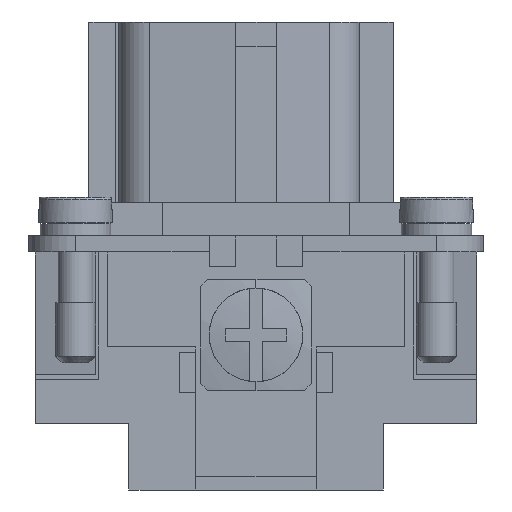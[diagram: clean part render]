
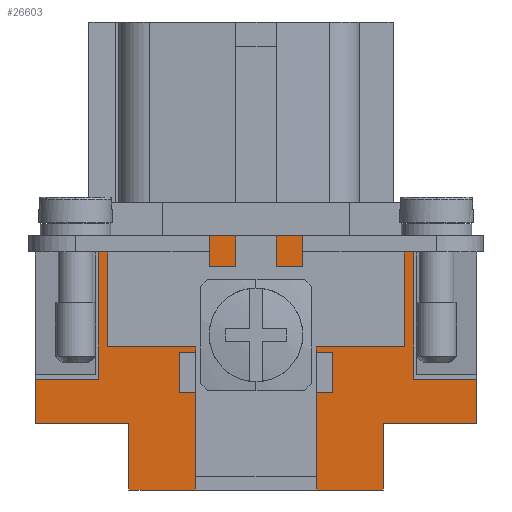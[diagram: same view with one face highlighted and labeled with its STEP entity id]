
A CAD part, left-side view. The second image highlights one B-rep face of the part: STEP entity #26603.
In plain terms, the highlighted planar face has unit normal (-1, 0, 0).
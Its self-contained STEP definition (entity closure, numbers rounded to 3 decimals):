
#16106=CARTESIAN_POINT('',(-14.85,11.75,19.0));
#16107=VERTEX_POINT('',#16106);
#16114=CARTESIAN_POINT('',(-14.85,-11.75,19.0));
#16115=VERTEX_POINT('',#16114);
#16116=CARTESIAN_POINT('',(-14.85,-11.75,19.0));
#16117=DIRECTION('',(0.0,1.0,0.0));
#16118=VECTOR('',#16117,23.5);
#16119=LINE('',#16116,#16118);
#16120=EDGE_CURVE('',#16115,#16107,#16119,.T.);
#21058=CARTESIAN_POINT('',(-14.85,11.75,8.3));
#21059=VERTEX_POINT('',#21058);
#21068=CARTESIAN_POINT('',(-14.85,11.75,19.0));
#21069=DIRECTION('',(0.0,0.0,-1.0));
#21070=VECTOR('',#21069,10.7);
#21071=LINE('',#21068,#21070);
#21072=EDGE_CURVE('',#16107,#21059,#21071,.T.);
#21114=CARTESIAN_POINT('',(-14.85,16.5,8.3));
#21115=VERTEX_POINT('',#21114);
#21116=CARTESIAN_POINT('',(-14.85,11.75,8.3));
#21117=DIRECTION('',(0.0,1.0,0.0));
#21118=VECTOR('',#21117,4.75);
#21119=LINE('',#21116,#21118);
#21120=EDGE_CURVE('',#21059,#21115,#21119,.T.);
#21330=CARTESIAN_POINT('',(-14.85,-11.75,8.3));
#21331=VERTEX_POINT('',#21330);
#21340=CARTESIAN_POINT('',(-14.85,-11.75,8.3));
#21341=DIRECTION('',(0.0,0.0,1.0));
#21342=VECTOR('',#21341,10.7);
#21343=LINE('',#21340,#21342);
#21344=EDGE_CURVE('',#21331,#16115,#21343,.T.);
#21354=CARTESIAN_POINT('',(-14.85,-16.5,8.3));
#21355=VERTEX_POINT('',#21354);
#21356=CARTESIAN_POINT('',(-14.85,-16.5,8.3));
#21357=DIRECTION('',(0.0,1.0,0.0));
#21358=VECTOR('',#21357,4.75);
#21359=LINE('',#21356,#21358);
#21360=EDGE_CURVE('',#21355,#21331,#21359,.T.);
#21437=CARTESIAN_POINT('',(-14.85,16.5,5.0));
#21438=VERTEX_POINT('',#21437);
#21445=CARTESIAN_POINT('',(-14.85,16.5,5.0));
#21446=DIRECTION('',(0.0,0.0,1.0));
#21447=VECTOR('',#21446,3.3);
#21448=LINE('',#21445,#21447);
#21449=EDGE_CURVE('',#21438,#21115,#21448,.T.);
#21508=CARTESIAN_POINT('',(-14.85,-16.5,5.0));
#21509=VERTEX_POINT('',#21508);
#21510=CARTESIAN_POINT('',(-14.85,-16.5,5.0));
#21511=DIRECTION('',(0.0,0.0,1.0));
#21512=VECTOR('',#21511,3.3);
#21513=LINE('',#21510,#21512);
#21514=EDGE_CURVE('',#21509,#21355,#21513,.T.);
#25541=CARTESIAN_POINT('',(-14.85,9.5,0.0));
#25542=VERTEX_POINT('',#25541);
#25549=CARTESIAN_POINT('',(-14.85,9.5,5.0));
#25550=VERTEX_POINT('',#25549);
#25551=CARTESIAN_POINT('',(-14.85,9.5,5.0));
#25552=DIRECTION('',(0.0,0.0,-1.0));
#25553=VECTOR('',#25552,5.0);
#25554=LINE('',#25551,#25553);
#25555=EDGE_CURVE('',#25550,#25542,#25554,.T.);
#25581=CARTESIAN_POINT('',(-14.85,-9.5,5.0));
#25582=VERTEX_POINT('',#25581);
#25589=CARTESIAN_POINT('',(-14.85,-9.5,0.0));
#25590=VERTEX_POINT('',#25589);
#25591=CARTESIAN_POINT('',(-14.85,-9.5,0.0));
#25592=DIRECTION('',(0.0,0.0,1.0));
#25593=VECTOR('',#25592,5.0);
#25594=LINE('',#25591,#25593);
#25595=EDGE_CURVE('',#25590,#25582,#25594,.T.);
#25824=CARTESIAN_POINT('',(-14.85,-9.5,5.0));
#25825=DIRECTION('',(0.0,-1.0,0.0));
#25826=VECTOR('',#25825,7.0);
#25827=LINE('',#25824,#25826);
#25828=EDGE_CURVE('',#25582,#21509,#25827,.T.);
#25880=CARTESIAN_POINT('',(-14.85,16.5,5.0));
#25881=DIRECTION('',(0.0,-1.0,0.0));
#25882=VECTOR('',#25881,7.0);
#25883=LINE('',#25880,#25882);
#25884=EDGE_CURVE('',#21438,#25550,#25883,.T.);
#25896=CARTESIAN_POINT('',(-14.85,-4.55,0.0));
#25897=VERTEX_POINT('',#25896);
#25898=CARTESIAN_POINT('',(-14.85,-9.5,0.0));
#25899=DIRECTION('',(0.0,1.0,0.0));
#25900=VECTOR('',#25899,4.95);
#25901=LINE('',#25898,#25900);
#25902=EDGE_CURVE('',#25590,#25897,#25901,.T.);
#25952=CARTESIAN_POINT('',(-14.85,4.55,0.0));
#25953=VERTEX_POINT('',#25952);
#25960=CARTESIAN_POINT('',(-14.85,4.55,0.0));
#25961=DIRECTION('',(0.0,1.0,0.0));
#25962=VECTOR('',#25961,4.95);
#25963=LINE('',#25960,#25962);
#25964=EDGE_CURVE('',#25953,#25542,#25963,.T.);
#26251=CARTESIAN_POINT('',(-14.85,4.55,3.5));
#26252=VERTEX_POINT('',#26251);
#26259=CARTESIAN_POINT('',(-14.85,4.55,0.0));
#26260=DIRECTION('',(0.0,0.0,1.0));
#26261=VECTOR('',#26260,3.5);
#26262=LINE('',#26259,#26261);
#26263=EDGE_CURVE('',#25953,#26252,#26262,.T.);
#26275=CARTESIAN_POINT('',(-14.85,-4.55,3.5));
#26276=VERTEX_POINT('',#26275);
#26285=CARTESIAN_POINT('',(-14.85,-4.55,3.5));
#26286=DIRECTION('',(0.0,0.0,-1.0));
#26287=VECTOR('',#26286,3.5);
#26288=LINE('',#26285,#26287);
#26289=EDGE_CURVE('',#26276,#25897,#26288,.T.);
#26301=CARTESIAN_POINT('',(-14.85,4.55,3.5));
#26302=DIRECTION('',(0.0,-1.0,0.0));
#26303=VECTOR('',#26302,9.1);
#26304=LINE('',#26301,#26303);
#26305=EDGE_CURVE('',#26252,#26276,#26304,.T.);
#26580=CARTESIAN_POINT('',(-14.85,-16.5,0.0));
#26581=DIRECTION('',(-1.0,0.0,0.0));
#26582=DIRECTION('',(0.0,0.0,1.0));
#26583=AXIS2_PLACEMENT_3D('',#26580,#26581,#26582);
#26584=PLANE('',#26583);
#26585=ORIENTED_EDGE('',*,*,#21120,.T.);
#26586=ORIENTED_EDGE('',*,*,#21449,.F.);
#26587=ORIENTED_EDGE('',*,*,#25884,.T.);
#26588=ORIENTED_EDGE('',*,*,#25555,.T.);
#26589=ORIENTED_EDGE('',*,*,#25964,.F.);
#26590=ORIENTED_EDGE('',*,*,#26263,.T.);
#26591=ORIENTED_EDGE('',*,*,#26305,.T.);
#26592=ORIENTED_EDGE('',*,*,#26289,.T.);
#26593=ORIENTED_EDGE('',*,*,#25902,.F.);
#26594=ORIENTED_EDGE('',*,*,#25595,.T.);
#26595=ORIENTED_EDGE('',*,*,#25828,.T.);
#26596=ORIENTED_EDGE('',*,*,#21514,.T.);
#26597=ORIENTED_EDGE('',*,*,#21360,.T.);
#26598=ORIENTED_EDGE('',*,*,#21344,.T.);
#26599=ORIENTED_EDGE('',*,*,#16120,.T.);
#26600=ORIENTED_EDGE('',*,*,#21072,.T.);
#26601=EDGE_LOOP('',(#26585,#26586,#26587,#26588,#26589,#26590,#26591,#26592,#26593,#26594,#26595,#26596,#26597,#26598,#26599,#26600));
#26602=FACE_OUTER_BOUND('',#26601,.T.);
#26603=ADVANCED_FACE('',(#26602),#26584,.T.);
